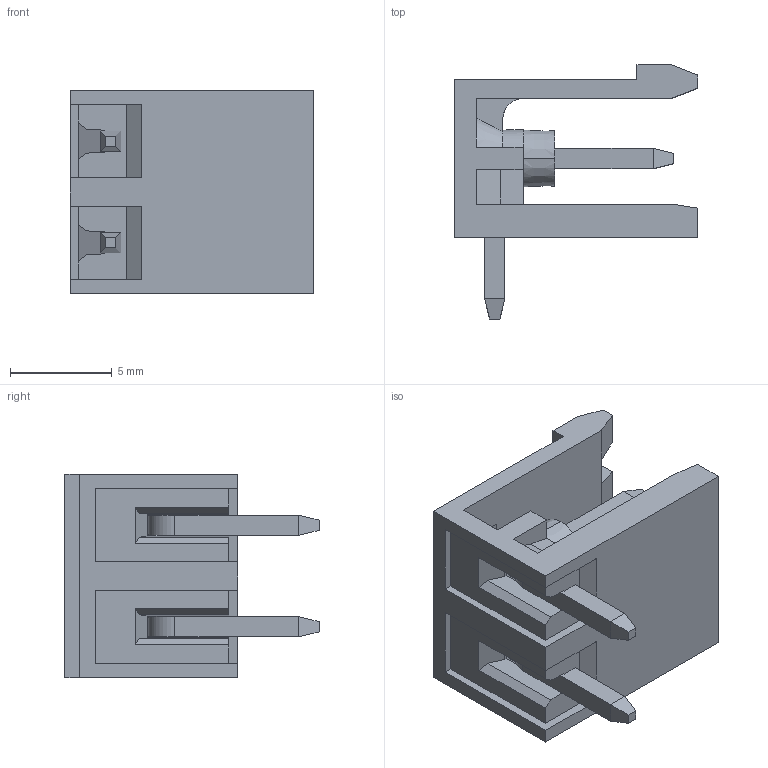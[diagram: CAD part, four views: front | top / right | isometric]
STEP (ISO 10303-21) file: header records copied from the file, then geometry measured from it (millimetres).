
FILE_DESCRIPTION (( 'STEP AP214' ), '1' );
FILE_NAME ('CUI_DEVICES_TBP04R1-500-02BE.step', '2021-12-16T02:24:36', ( '' ), ( '' ), 'SwSTEP 2.0', 'SolidWorks 2021', '' );
FILE_SCHEMA (( 'AUTOMOTIVE_DESIGN' ));
Length unit declared in the file: millimetre
Products named in the file (1): CUI_DEVICES_TBP04R1-500-02BE
Bounding box: 12 x 12.5 x 10 mm (x, y, z)
Volume: 392.9 mm3; surface area: 878.1 mm2
Topology: 1 solids, 1 shells, 159 faces, 429 edges, 274 vertices
Faces by surface type: plane 139, cone 12, cylinder 8
Entity records: 5399 total; most frequent: CARTESIAN_POINT 949, ORIENTED_EDGE 858, DIRECTION 775, EDGE_CURVE 429, LINE 359, VECTOR 359, VERTEX_POINT 274, AXIS2_PLACEMENT_3D 208
